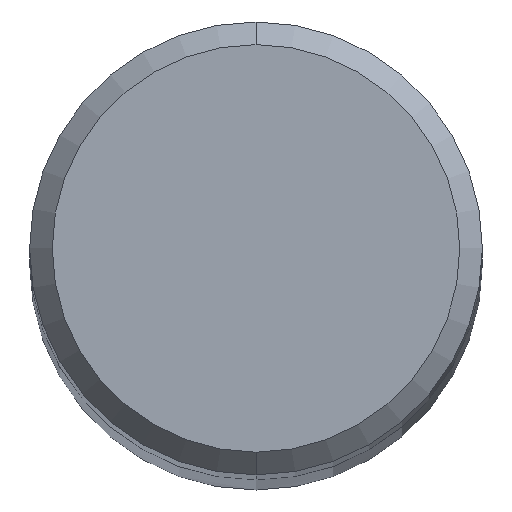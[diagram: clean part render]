
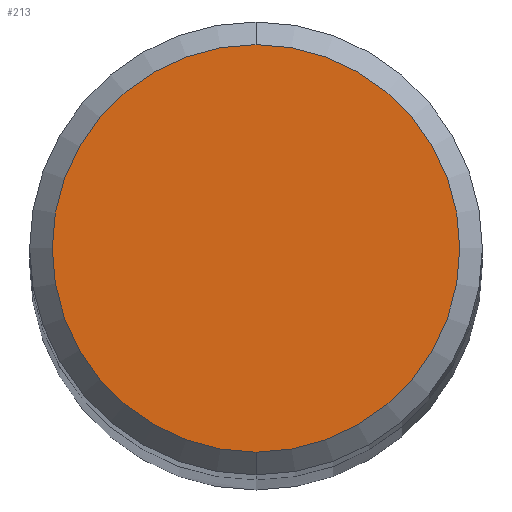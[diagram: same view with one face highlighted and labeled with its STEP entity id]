
A CAD part, top view. The second image highlights one B-rep face of the part: STEP entity #213.
In plain terms, the highlighted planar face has unit normal (0, 0, 1).
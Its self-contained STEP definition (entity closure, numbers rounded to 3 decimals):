
#201=VERTEX_POINT('',#463);
#213=ADVANCED_FACE('',(#475),#476,.T.);
#247=EDGE_CURVE('',#201,#285,#513,.T.);
#285=VERTEX_POINT('',#556);
#303=EDGE_CURVE('',#285,#201,#574,.T.);
#463=CARTESIAN_POINT('',(0.,-3.6,48.0));
#475=FACE_OUTER_BOUND('',#842,.T.);
#476=PLANE('',#843);
#513=CIRCLE('',#933,3.6);
#556=CARTESIAN_POINT('',(0.0,3.6,48.0));
#574=CIRCLE('',#1087,3.6);
#842=EDGE_LOOP('',(#1317,#1318));
#843=AXIS2_PLACEMENT_3D('',#1319,#1320,#1321);
#933=AXIS2_PLACEMENT_3D('',#1356,#1357,#1358);
#1087=AXIS2_PLACEMENT_3D('',#1429,#1430,#1431);
#1317=ORIENTED_EDGE('',*,*,#303,.F.);
#1318=ORIENTED_EDGE('',*,*,#247,.F.);
#1319=CARTESIAN_POINT('',(0.0,1.8,48.0));
#1320=DIRECTION('',(0.0,0.0,1.0));
#1321=DIRECTION('',(0.0,-1.0,0.0));
#1356=CARTESIAN_POINT('',(0.0,0.0,48.0));
#1357=DIRECTION('',(0.0,0.0,-1.0));
#1358=DIRECTION('',(0.0,1.0,0.0));
#1429=CARTESIAN_POINT('',(0.0,0.0,48.0));
#1430=DIRECTION('',(0.0,0.0,-1.0));
#1431=DIRECTION('',(0.0,1.0,0.0));
